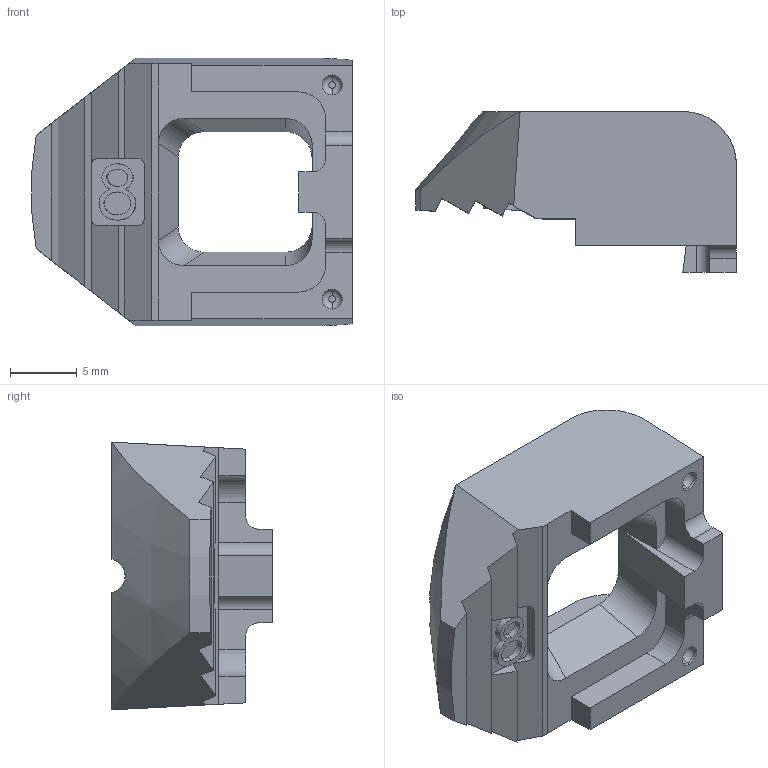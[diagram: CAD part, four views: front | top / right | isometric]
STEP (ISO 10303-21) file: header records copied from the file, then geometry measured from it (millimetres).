
FILE_DESCRIPTION (( 'STEP AP214' ), '1' );
FILE_NAME ('Typ A mittel M8.STEP', '2008-03-10T15:44:35', ( 'Schütte' ), ( ' ' ), 'SwSTEP 2.0', 'SolidWorks 2008', '' );
FILE_SCHEMA (( 'AUTOMOTIVE_DESIGN' ));
Length unit declared in the file: millimetre
Products named in the file (1): Typ A mittel M8
Bounding box: 23.96 x 12 x 20 mm (x, y, z)
Volume: 1984.1 mm3; surface area: 1721.9 mm2
Topology: 1 solids, 1 shells, 137 faces, 360 edges, 234 vertices
Faces by surface type: plane 83, bspline 26, cylinder 22, torus 4, cone 2
Entity records: 5584 total; most frequent: CARTESIAN_POINT 2392, ORIENTED_EDGE 720, DIRECTION 545, EDGE_CURVE 360, VECTOR 245, LINE 245, VERTEX_POINT 234, AXIS2_PLACEMENT_3D 150
